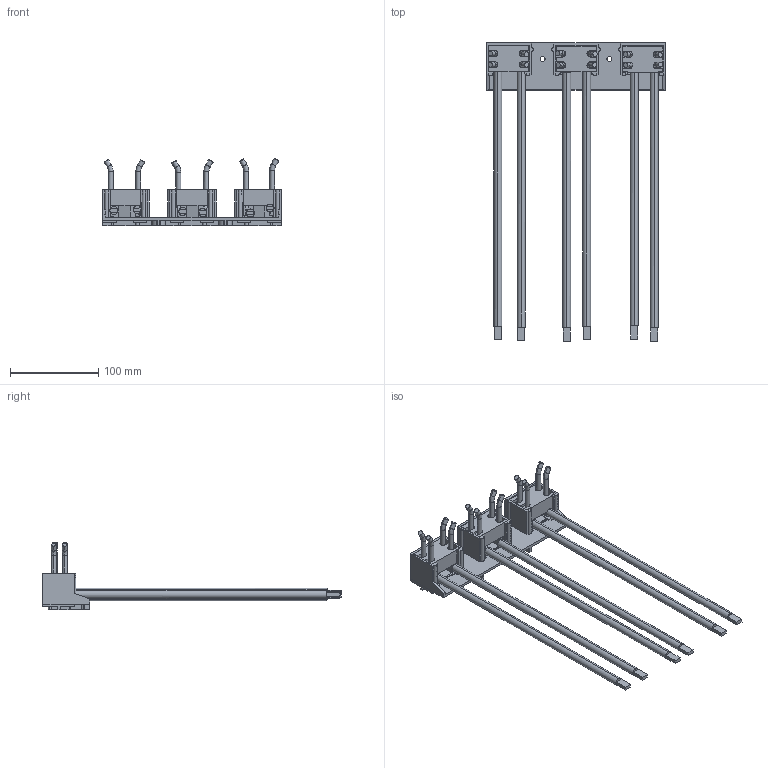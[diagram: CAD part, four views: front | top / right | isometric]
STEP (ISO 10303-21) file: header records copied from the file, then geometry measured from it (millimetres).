
FILE_DESCRIPTION (( 'STEP AP203' ), '1' );
FILE_NAME ('M250.STEP', '2024-03-09T06:44:56', ( '' ), ( '' ), 'SwSTEP 2.0', 'SolidWorks 2017', '' );
FILE_SCHEMA (( 'CONFIG_CONTROL_DESIGN' ));
Length unit declared in the file: millimetre
Products named in the file (5): 1; 250; M250; M250 赻賒; prt00011_stp.prt
Assembly tree (22 placements, depth 2):
  M250
    prt00011_stp.prt
    M250 赻賒  x3
    250  x12
    1  x6
Bounding box: 202.9 x 338.37 x 77.03 mm (x, y, z)
Volume: 248640 mm3; surface area: 154555.3 mm2
Topology: 22 solids, 22 shells, 900 faces, 2367 edges, 1502 vertices
Faces by surface type: plane 557, cylinder 271, torus 36, cone 24, bspline 12
Entity records: 16370 total; most frequent: CARTESIAN_POINT 3119, ORIENTED_EDGE 2620, DIRECTION 2532, EDGE_CURVE 1310, VECTOR 944, LINE 944, VERTEX_POINT 844, AXIS2_PLACEMENT_3D 794
